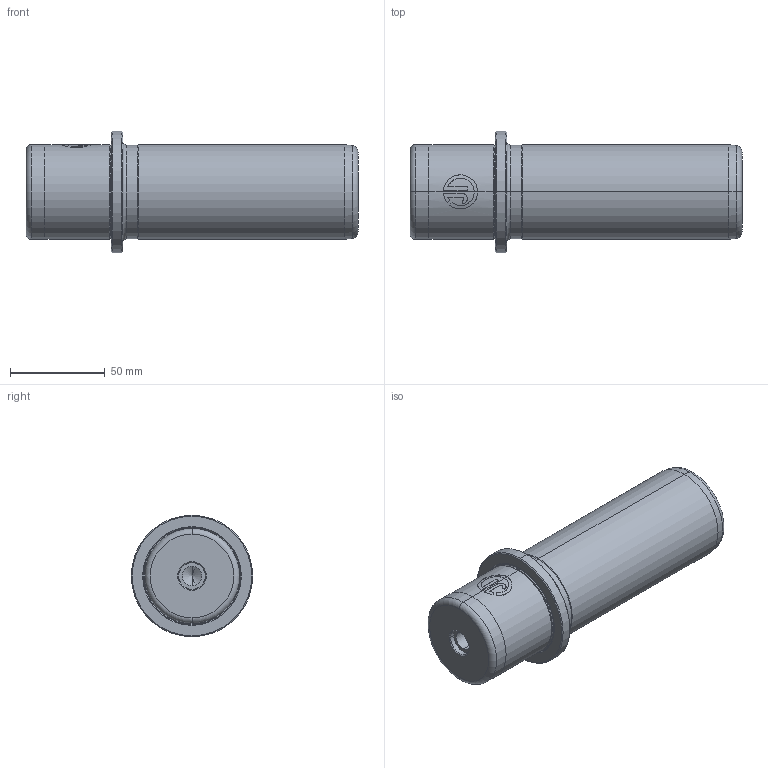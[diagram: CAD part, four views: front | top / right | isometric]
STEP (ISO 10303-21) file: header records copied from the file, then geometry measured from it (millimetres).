
FILE_DESCRIPTION (( 'STEP AP214' ), '1' );
FILE_NAME ('583QM-D50-L130.step', '2021-11-10T08:11:31', ( 'User' ), ( 'china' ), 'SwSTEP 2.0', 'SolidWorks 2016', '' );
FILE_SCHEMA (( 'AUTOMOTIVE_DESIGN' ));
Length unit declared in the file: millimetre
Products named in the file (1): 583QM-D50-L130
Bounding box: 175 x 64 x 64 mm (x, y, z)
Volume: 344122.3 mm3; surface area: 35794.3 mm2
Topology: 1 solids, 1 shells, 79 faces, 178 edges, 106 vertices
Faces by surface type: cylinder 33, cone 22, plane 16, torus 8
Entity records: 2606 total; most frequent: CARTESIAN_POINT 784, DIRECTION 382, ORIENTED_EDGE 348, EDGE_CURVE 174, AXIS2_PLACEMENT_3D 156, VERTEX_POINT 106, EDGE_LOOP 88, FACE_OUTER_BOUND 79
